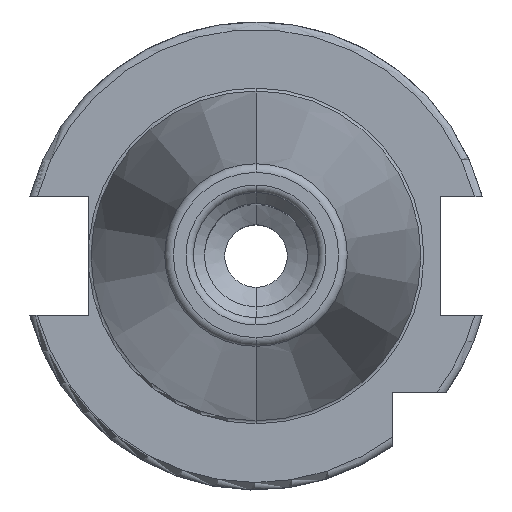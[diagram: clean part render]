
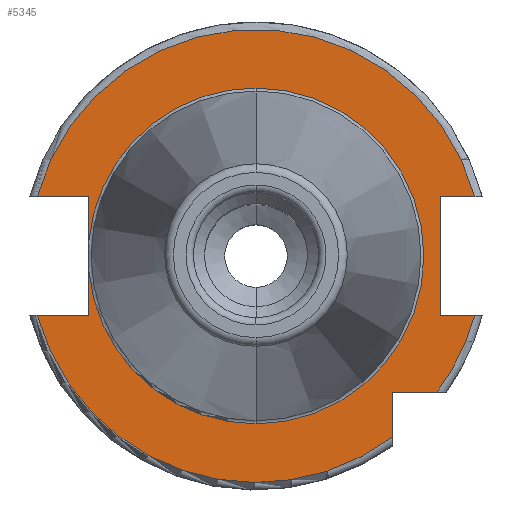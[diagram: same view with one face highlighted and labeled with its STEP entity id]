
A CAD part, top view. The second image highlights one B-rep face of the part: STEP entity #5345.
In plain terms, the highlighted planar face has unit normal (0, 0, 1).
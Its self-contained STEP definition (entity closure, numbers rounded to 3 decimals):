
#635=CARTESIAN_POINT('',(0,0,15.9));
#636=DIRECTION('',(0,0,1));
#637=DIRECTION('',(0.965,0.262,0));
#638=AXIS2_PLACEMENT_3D('',#635,#636,#637);
#686=CARTESIAN_POINT('',(0,0,15.9));
#687=DIRECTION('',(0,0,1));
#688=DIRECTION('',(-0.965,-0.262,0));
#689=AXIS2_PLACEMENT_3D('',#686,#687,#688);
#702=DIRECTION('',(1,0,0));
#703=VECTOR('',#702,7.004);
#704=CARTESIAN_POINT('',(-29.704,-8.05,15.9));
#705=LINE('',#704,#703);
#706=DIRECTION('',(0,1,0));
#707=VECTOR('',#706,5.917);
#708=CARTESIAN_POINT('',(-22.7,-8.05,15.9));
#709=LINE('',#708,#707);
#710=DIRECTION('',(0,1,0));
#711=VECTOR('',#710,5.917);
#712=CARTESIAN_POINT('',(-22.7,2.133,15.9));
#713=LINE('',#712,#711);
#714=DIRECTION('',(1,0,0));
#715=VECTOR('',#714,7.004);
#716=CARTESIAN_POINT('',(-29.704,8.05,15.9));
#717=LINE('',#716,#715);
#718=DIRECTION('',(-1,0,0));
#719=VECTOR('',#718,4.704);
#720=CARTESIAN_POINT('',(29.704,8.05,15.9));
#721=LINE('',#720,#719);
#722=DIRECTION('',(0,-1,0));
#723=VECTOR('',#722,16.1);
#724=CARTESIAN_POINT('',(25,8.05,15.9));
#725=LINE('',#724,#723);
#726=DIRECTION('',(-1,0,0));
#727=VECTOR('',#726,4.704);
#728=CARTESIAN_POINT('',(29.704,-8.05,15.9));
#729=LINE('',#728,#727);
#730=CARTESIAN_POINT('',(0,0,15.9));
#731=DIRECTION('',(0,0,1));
#732=DIRECTION('',(0.799,-0.601,0));
#733=AXIS2_PLACEMENT_3D('',#730,#731,#732);
#735=DIRECTION('',(-1,0,0));
#736=VECTOR('',#735,6.094);
#737=CARTESIAN_POINT('',(24.594,-18.5,15.9));
#738=LINE('',#737,#736);
#739=DIRECTION('',(0,1,0));
#740=VECTOR('',#739,6.094);
#741=CARTESIAN_POINT('',(18.5,-24.594,15.9));
#742=LINE('',#741,#740);
#753=CARTESIAN_POINT('',(0,0,15.9));
#754=DIRECTION('',(0,0,1));
#755=DIRECTION('',(0,1,0));
#756=AXIS2_PLACEMENT_3D('',#753,#754,#755);
#768=CARTESIAN_POINT('',(0,0,15.9));
#769=DIRECTION('',(0,0,1));
#770=DIRECTION('',(-0.996,-0.094,0));
#771=AXIS2_PLACEMENT_3D('',#768,#769,#770);
#773=CARTESIAN_POINT('',(0,0,15.9));
#774=DIRECTION('',(0,0,-1));
#775=DIRECTION('',(0,1,0));
#776=AXIS2_PLACEMENT_3D('',#773,#774,#775);
#3984=CARTESIAN_POINT('',(0,22.8,15.9));
#3986=VERTEX_POINT('',#3984);
#4006=CARTESIAN_POINT('',(0,-22.8,15.9));
#4008=VERTEX_POINT('',#4006);
#4154=CARTESIAN_POINT('',(-29.704,-8.05,15.9));
#4155=CARTESIAN_POINT('',(-22.7,-8.05,15.9));
#4156=VERTEX_POINT('',#4154);
#4157=VERTEX_POINT('',#4155);
#4158=CARTESIAN_POINT('',(-22.7,-2.133,15.9));
#4159=VERTEX_POINT('',#4158);
#4160=CARTESIAN_POINT('',(-22.7,2.133,15.9));
#4161=CARTESIAN_POINT('',(-22.7,8.05,15.9));
#4162=VERTEX_POINT('',#4160);
#4163=VERTEX_POINT('',#4161);
#4164=CARTESIAN_POINT('',(-29.704,8.05,15.9));
#4165=VERTEX_POINT('',#4164);
#4166=CARTESIAN_POINT('',(25,8.05,15.9));
#4167=CARTESIAN_POINT('',(25,-8.05,15.9));
#4168=VERTEX_POINT('',#4166);
#4169=VERTEX_POINT('',#4167);
#4170=CARTESIAN_POINT('',(29.704,-8.05,15.9));
#4171=VERTEX_POINT('',#4170);
#4172=CARTESIAN_POINT('',(29.704,8.05,15.9));
#4173=VERTEX_POINT('',#4172);
#4174=CARTESIAN_POINT('',(18.5,-24.594,15.9));
#4175=CARTESIAN_POINT('',(18.5,-18.5,15.9));
#4176=VERTEX_POINT('',#4174);
#4177=VERTEX_POINT('',#4175);
#4178=CARTESIAN_POINT('',(24.594,-18.5,15.9));
#4179=VERTEX_POINT('',#4178);
#5318=CARTESIAN_POINT('',(0,0,15.9));
#5319=DIRECTION('',(0,0,-1));
#5320=DIRECTION('',(0,-1,0));
#5321=AXIS2_PLACEMENT_3D('',#5318,#5319,#5320);
#5322=PLANE('',#5321);
#5323=ORIENTED_EDGE('',*,*,#4777,.T.);
#5324=ORIENTED_EDGE('',*,*,#4815,.T.);
#5326=ORIENTED_EDGE('',*,*,#5325,.T.);
#5328=ORIENTED_EDGE('',*,*,#5327,.F.);
#5330=ORIENTED_EDGE('',*,*,#5329,.T.);
#5331=ORIENTED_EDGE('',*,*,#4811,.T.);
#5332=ORIENTED_EDGE('',*,*,#4848,.F.);
#5333=ORIENTED_EDGE('',*,*,#5296,.F.);
#5335=ORIENTED_EDGE('',*,*,#5334,.T.);
#5337=ORIENTED_EDGE('',*,*,#5336,.T.);
#5338=ORIENTED_EDGE('',*,*,#4727,.F.);
#5339=ORIENTED_EDGE('',*,*,#5286,.F.);
#5340=ORIENTED_EDGE('',*,*,#4901,.T.);
#5341=ORIENTED_EDGE('',*,*,#4952,.F.);
#5342=ORIENTED_EDGE('',*,*,#5312,.F.);
#5343=EDGE_LOOP('',(#5323,#5324,#5326,#5328,#5330,#5331,#5332,#5333,#5335,#5337,
#5338,#5339,#5340,#5341,#5342));
#5344=FACE_OUTER_BOUND('',#5343,.F.);
#5345=ADVANCED_FACE('',(#5344),#5322,.F.);
#639=CIRCLE('',#638,30.775);
#690=CIRCLE('',#689,30.775);
#734=CIRCLE('',#733,30.775);
#757=CIRCLE('',#756,22.8);
#772=CIRCLE('',#771,22.8);
#777=CIRCLE('',#776,22.8);
#4727=EDGE_CURVE('',#4171,#4169,#729,.T.);
#4777=EDGE_CURVE('',#4156,#4157,#705,.T.);
#4811=EDGE_CURVE('',#4162,#4163,#713,.T.);
#4815=EDGE_CURVE('',#4157,#4159,#709,.T.);
#4848=EDGE_CURVE('',#4165,#4163,#717,.T.);
#4901=EDGE_CURVE('',#4179,#4177,#738,.T.);
#4952=EDGE_CURVE('',#4176,#4177,#742,.T.);
#5286=EDGE_CURVE('',#4179,#4171,#734,.T.);
#5296=EDGE_CURVE('',#4173,#4165,#639,.T.);
#5312=EDGE_CURVE('',#4156,#4176,#690,.T.);
#5325=EDGE_CURVE('',#4159,#4008,#772,.T.);
#5327=EDGE_CURVE('',#3986,#4008,#777,.T.);
#5329=EDGE_CURVE('',#3986,#4162,#757,.T.);
#5334=EDGE_CURVE('',#4173,#4168,#721,.T.);
#5336=EDGE_CURVE('',#4168,#4169,#725,.T.);
